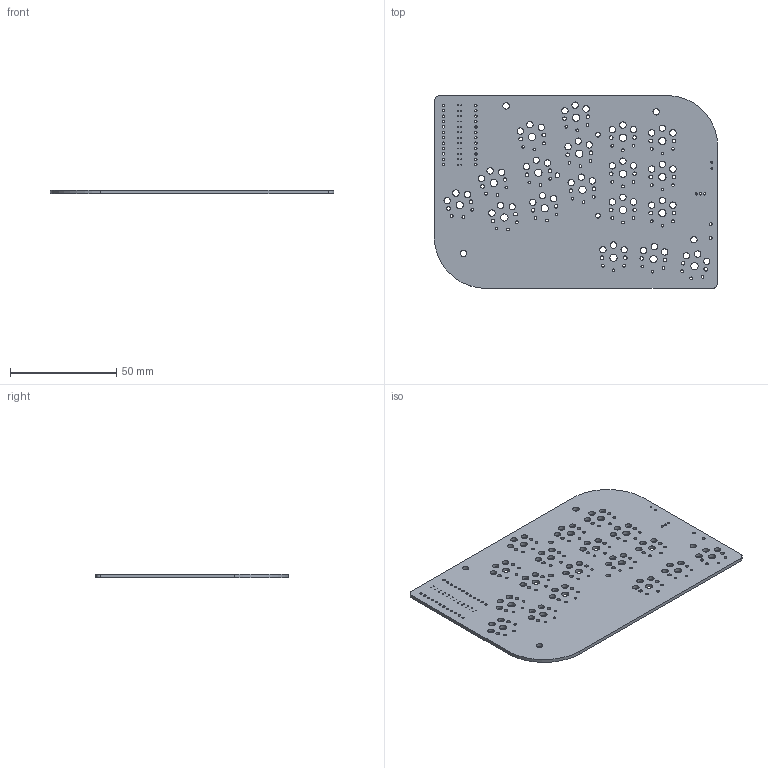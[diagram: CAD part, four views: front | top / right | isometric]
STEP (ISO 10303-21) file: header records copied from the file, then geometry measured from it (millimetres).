
FILE_DESCRIPTION(('KiCad electronic assembly'),'2;1');
FILE_NAME('batta36.step','2022-07-27T11:04:19',('Pcbnew'),('Kicad'), 'Open CASCADE STEP processor 7.6','KiCad to STEP converter','Unknown' );
FILE_SCHEMA(('AUTOMOTIVE_DESIGN { 1 0 10303 214 1 1 1 1 }'));
Length unit declared in the file: millimetre
Products named in the file (2): batta36 1; _autosave-basbousa PCB
Assembly tree (1 placements, depth 2):
  batta36 1
    _autosave-basbousa PCB
Bounding box: 133.35 x 90.71 x 1.6 mm (x, y, z)
Volume: 17706.1 mm3; surface area: 24903.3 mm2
Topology: 1 solids, 1 shells, 234 faces, 696 edges, 464 vertices
Faces by surface type: cylinder 228, plane 6
Full cylindrical faces by diameter (mm): 0.4 x24, 0.9 x2, 1.092 x3, 1.1 x24, 1.27 x54, 1.3 x2, 1.702 x36, 2.2 x3, 3 x58, 3.429 x18
Entity records: 18127 total; most frequent: DIRECTION 3016, CARTESIAN_POINT 2788, ORIENTED_EDGE 1392, PCURVE 1392, DEFINITIONAL_REPRESENTATION 1392, LINE 1176, VECTOR 1176, CIRCLE 912
